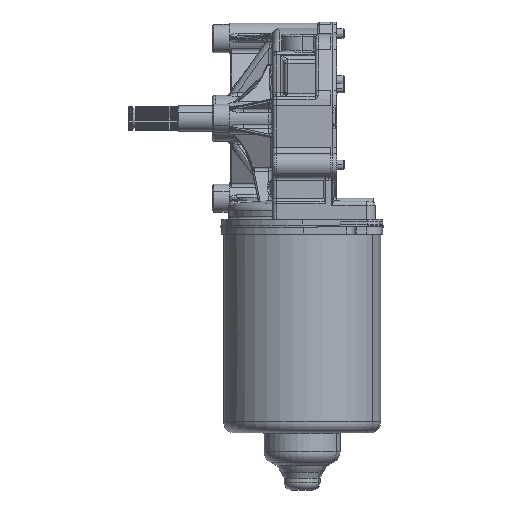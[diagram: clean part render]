
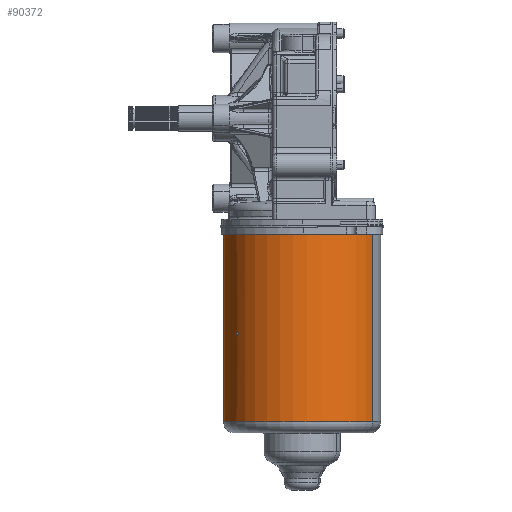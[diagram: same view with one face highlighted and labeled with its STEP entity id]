
A CAD part, front view. The second image highlights one B-rep face of the part: STEP entity #90372.
In plain terms, the highlighted cylindrical face has radius 30.8 mm (diameter 61.6 mm), a partial arc.
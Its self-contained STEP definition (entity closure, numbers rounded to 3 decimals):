
#80534=AXIS2_PLACEMENT_3D('Circle Axis2P3D',#80532,#80533,$) ;
#90315=AXIS2_PLACEMENT_3D('Cylinder Axis2P3D',#90312,#90313,#90314) ;
#90333=AXIS2_PLACEMENT_3D('Circle Axis2P3D',#90331,#90332,$) ;
#80527=CARTESIAN_POINT('Vertex',(15.599,-44.672,-30.8)) ;
#80529=CARTESIAN_POINT('Vertex',(-39.599,-17.328,-30.8)) ;
#80532=CARTESIAN_POINT('Axis2P3D Location',(-12.,-31.,-30.8)) ;
#90312=CARTESIAN_POINT('Axis2P3D Location',(-12.,-31.,-78.)) ;
#90317=CARTESIAN_POINT('Line Origine',(15.599,-44.672,-67.5)) ;
#90321=CARTESIAN_POINT('Vertex',(15.599,-44.672,-104.2)) ;
#90324=CARTESIAN_POINT('Line Origine',(-39.599,-17.328,-67.5)) ;
#90328=CARTESIAN_POINT('Vertex',(-39.599,-17.328,-104.2)) ;
#90331=CARTESIAN_POINT('Axis2P3D Location',(-12.,-31.,-104.2)) ;
#90343=CARTESIAN_POINT('Control Point',(-37.23,-48.666,-70.3)) ;
#90344=CARTESIAN_POINT('Control Point',(-37.31,-48.552,-70.3)) ;
#90345=CARTESIAN_POINT('Control Point',(-37.389,-48.437,-70.251)) ;
#90346=CARTESIAN_POINT('Control Point',(-37.455,-48.341,-70.154)) ;
#90347=CARTESIAN_POINT('Control Point',(-37.546,-48.206,-69.864)) ;
#90348=CARTESIAN_POINT('Control Point',(-37.501,-48.272,-69.531)) ;
#90349=CARTESIAN_POINT('Control Point',(-37.429,-48.379,-69.376)) ;
#90350=CARTESIAN_POINT('Control Point',(-37.33,-48.523,-69.3)) ;
#90351=CARTESIAN_POINT('Control Point',(-37.23,-48.666,-69.3)) ;
#90352=CARTESIAN_POINT('Vertex',(-37.23,-48.666,-70.3)) ;
#90354=CARTESIAN_POINT('Vertex',(-37.23,-48.666,-69.3)) ;
#90358=CARTESIAN_POINT('Control Point',(-37.23,-48.666,-69.3)) ;
#90359=CARTESIAN_POINT('Control Point',(-37.15,-48.78,-69.3)) ;
#90360=CARTESIAN_POINT('Control Point',(-37.069,-48.894,-69.349)) ;
#90361=CARTESIAN_POINT('Control Point',(-37.001,-48.988,-69.446)) ;
#90362=CARTESIAN_POINT('Control Point',(-36.906,-49.121,-69.736)) ;
#90363=CARTESIAN_POINT('Control Point',(-36.952,-49.056,-70.069)) ;
#90364=CARTESIAN_POINT('Control Point',(-37.028,-48.952,-70.224)) ;
#90365=CARTESIAN_POINT('Control Point',(-37.13,-48.809,-70.3)) ;
#90366=CARTESIAN_POINT('Control Point',(-37.23,-48.666,-70.3)) ;
#80533=DIRECTION('Axis2P3D Direction',(0.,0.,1.)) ;
#90313=DIRECTION('Axis2P3D Direction',(0.,0.,1.)) ;
#90314=DIRECTION('Axis2P3D XDirection',(0.896,-0.444,0.)) ;
#90318=DIRECTION('Vector Direction',(0.,0.,1.)) ;
#90325=DIRECTION('Vector Direction',(0.,0.,1.)) ;
#90332=DIRECTION('Axis2P3D Direction',(0.,0.,1.)) ;
#90319=VECTOR('Line Direction',#90318,1.) ;
#90326=VECTOR('Line Direction',#90325,1.) ;
#90337=ORIENTED_EDGE('',*,*,#90323,.T.) ;
#90338=ORIENTED_EDGE('',*,*,#80536,.F.) ;
#90339=ORIENTED_EDGE('',*,*,#90330,.F.) ;
#90340=ORIENTED_EDGE('',*,*,#90335,.T.) ;
#90369=ORIENTED_EDGE('',*,*,#90356,.T.) ;
#90370=ORIENTED_EDGE('',*,*,#90367,.T.) ;
#90371=FACE_BOUND('',#90368,.T.) ;
#90372=ADVANCED_FACE('',(#90341,#90371),#90316,.T.) ;
#90342=B_SPLINE_CURVE_WITH_KNOTS('',5,(#90343,#90344,#90345,#90346,#90347,#90348,#90349,#90350,#90351),.UNSPECIFIED.,.F.,.U.,(6,3,6),(0.,0.985,2.221),.UNSPECIFIED.) ;
#90357=B_SPLINE_CURVE_WITH_KNOTS('',5,(#90358,#90359,#90360,#90361,#90362,#90363,#90364,#90365,#90366),.UNSPECIFIED.,.F.,.U.,(6,3,6),(0.,0.985,2.221),.UNSPECIFIED.) ;
#80535=CIRCLE('generated circle',#80534,30.8) ;
#90334=CIRCLE('generated circle',#90333,30.8) ;
#90316=CYLINDRICAL_SURFACE('generated cylinder',#90315,30.8) ;
#80536=EDGE_CURVE('',#80530,#80528,#80535,.T.) ;
#90323=EDGE_CURVE('',#90322,#80528,#90320,.T.) ;
#90330=EDGE_CURVE('',#90329,#80530,#90327,.T.) ;
#90335=EDGE_CURVE('',#90329,#90322,#90334,.T.) ;
#90356=EDGE_CURVE('',#90353,#90355,#90342,.T.) ;
#90367=EDGE_CURVE('',#90355,#90353,#90357,.T.) ;
#90336=EDGE_LOOP('',(#90337,#90338,#90339,#90340)) ;
#90368=EDGE_LOOP('',(#90369,#90370)) ;
#90341=FACE_OUTER_BOUND('',#90336,.T.) ;
#90320=LINE('Line',#90317,#90319) ;
#90327=LINE('Line',#90324,#90326) ;
#80528=VERTEX_POINT('',#80527) ;
#80530=VERTEX_POINT('',#80529) ;
#90322=VERTEX_POINT('',#90321) ;
#90329=VERTEX_POINT('',#90328) ;
#90353=VERTEX_POINT('',#90352) ;
#90355=VERTEX_POINT('',#90354) ;
